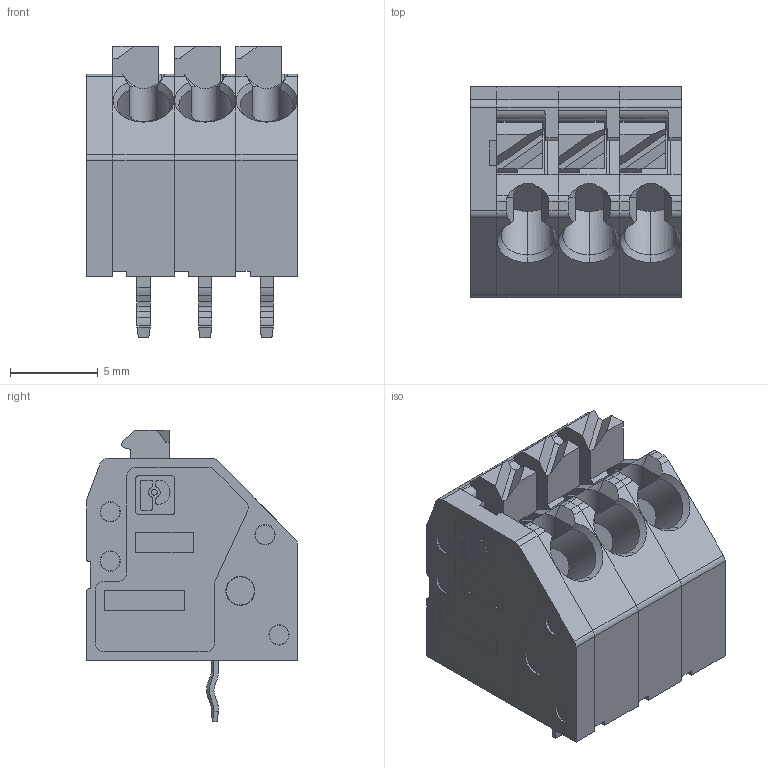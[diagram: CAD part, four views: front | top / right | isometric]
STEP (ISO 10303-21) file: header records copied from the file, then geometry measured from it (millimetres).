
FILE_DESCRIPTION(('STEP AP214'),'1');
FILE_NAME('cctmp_F9DAABB2-CF02-4516-9898-3BE0F5D08FBE_2023_02_06_13_25_09_0662_10116..stp','2023-02-06T13:25:10',('PHOENIX CONTACT Deutschland GmbH'),('CADClick - www.CADClick.com'),'Spatial InterOp 3D',' ','unknown authorization');
FILE_SCHEMA(('AUTOMOTIVE_DESIGN'));
Length unit declared in the file: millimetre
Products named in the file (8): 2023_02_06_13_25_09_0334; 2023_02_06_13_25_09_0662; 2023_02_06_13_25_09_0647; 2023_02_06_13_25_09_0631; 2023_02_06_13_25_09_0615; 2023_02_06_13_25_09_0600; 2023_02_06_13_25_09_0584; 2023_02_06_13_25_09_0568
Assembly tree (7 placements, depth 2):
  2023_02_06_13_25_09_0334
    2023_02_06_13_25_09_0662
    2023_02_06_13_25_09_0647
    2023_02_06_13_25_09_0631
    2023_02_06_13_25_09_0615
    2023_02_06_13_25_09_0600
    2023_02_06_13_25_09_0584
    2023_02_06_13_25_09_0568
Bounding box: 12 x 12 x 16.6 mm (x, y, z)
Volume: 1324 mm3; surface area: 2084.3 mm2
Topology: 7 solids, 7 shells, 603 faces, 1583 edges, 1037 vertices
Faces by surface type: plane 339, cylinder 188, cone 76
Entity records: 24308 total; most frequent: CARTESIAN_POINT 3924, DIRECTION 3278, ORIENTED_EDGE 3166, EDGE_CURVE 1583, AXIS2_PLACEMENT_3D 1108, LINE 1062, VECTOR 1062, VERTEX_POINT 1037
